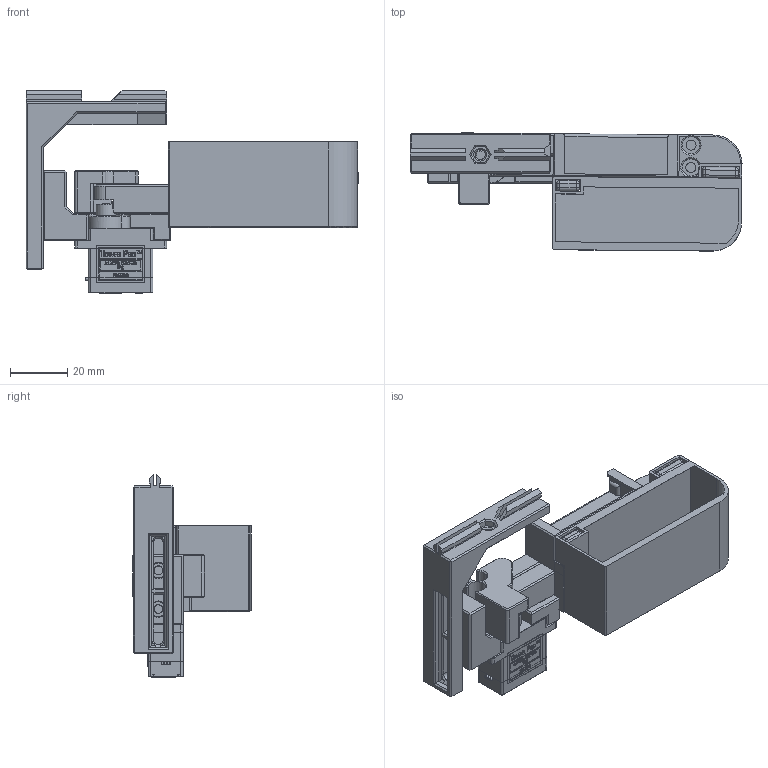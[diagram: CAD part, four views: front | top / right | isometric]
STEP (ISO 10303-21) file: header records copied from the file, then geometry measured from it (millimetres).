
FILE_DESCRIPTION(/* description */ (''),/* implementation_level */ '2;1');
FILE_NAME(/* name */ 'NozzleWiper_v2.step',/* time_stamp */ '2022-11-20T16:01:45Z',/* author */ (''),/* organization */ (''),/* preprocessor_version */ 'ST-DEVELOPER v19.2',/* originating_system */ 'Autodesk Translation Framework v11.17.0.187',/* authorisation */ '');
FILE_SCHEMA (('AUTOMOTIVE_DESIGN { 1 0 10303 214 3 1 1 }'));
Products named in the file (21): NozzleWiper v2; Servo_Arm; Parallel_Arm; Servo_Joint; RailMountSide (1); RailMountTop (1); Carrier_Joint; ProbeCarrierBottom (1); ProbeCarrierTop (1); 6x3 Magnet (1); 91290A111_NO THREADS_Alloy Steel Socket Head Screw (2); 16mm 4x2 PTFE Tube (2); SG90 - Micro Servo 9g - Tower Pro; SG90 - Micro Servo 9g - Tower Pro.1_Pea; SG90 - Micro Servo 9g - Tower Pro.2_Pea; SG90 - Micro Servo 9g - Tower Pro.6_BS EN ISO 7045 - M2 x 4 - Z - 4S; Bucket; Frame_Mount; Servo_Mount_SG90; Tool_Carrier (1); M3 Threaded Insert
Assembly tree (27 placements, depth 3):
  NozzleWiper v2
    Servo_Arm
    Parallel_Arm
    Servo_Joint
      RailMountSide (1)
      RailMountTop (1)
    Carrier_Joint
      ProbeCarrierBottom (1)
      ProbeCarrierTop (1)
      91290A111_NO THREADS_Alloy Steel Socket Head Screw (2)  x2
      6x3 Magnet (1)
      16mm 4x2 PTFE Tube (2)  x2
    SG90 - Micro Servo 9g - Tower Pro
      SG90 - Micro Servo 9g - Tower Pro.1_Pea
      SG90 - Micro Servo 9g - Tower Pro.2_Pea
      SG90 - Micro Servo 9g - Tower Pro.6_BS EN ISO 7045 - M2 x 4 - Z - 4S
    Bucket
    Frame_Mount
    Servo_Mount_SG90
    Tool_Carrier (1)
    M3 Threaded Insert  x6
Bounding box: 115.96 x 41.26 x 70.75 mm (x, y, z)
Volume: 58415.4 mm3; surface area: 44153.8 mm2
Topology: 32 solids, 32 shells, 2851 faces, 8373 edges, 5733 vertices
Faces by surface type: plane 1054, bspline 895, cylinder 747, cone 116, torus 28, sphere 11
Full cylindrical faces by diameter (mm): 0.2 x1, 0.5 x1, 1 x3, 1.2 x6, 1.6 x2, 1.8 x4, 2 x13, 2.1 x1, 2.6 x2, 3 x6, 3.1 x1, 3.5 x3, 4.4 x8, 4.5 x1, 4.6 x1, 4.7 x6, 5 x1, 5.05 x6, 5.16 x6, 5.56 x6, 6 x2, 6.9 x1
Entity records: 66717 total; most frequent: CARTESIAN_POINT 21064, ORIENTED_EDGE 10030, DIRECTION 8561, EDGE_CURVE 5015, VERTEX_POINT 3498, LINE 3109, VECTOR 3109, AXIS2_PLACEMENT_3D 2726
